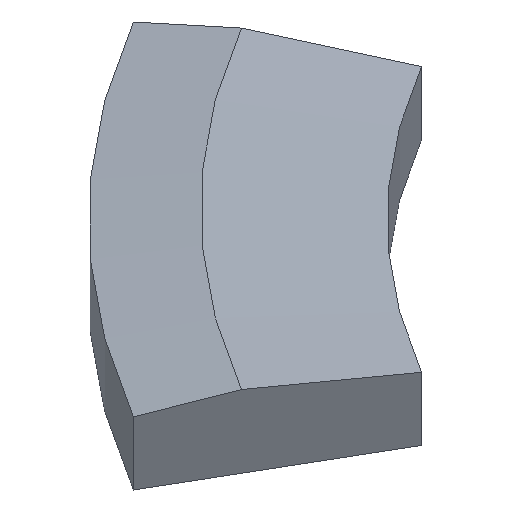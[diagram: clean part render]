
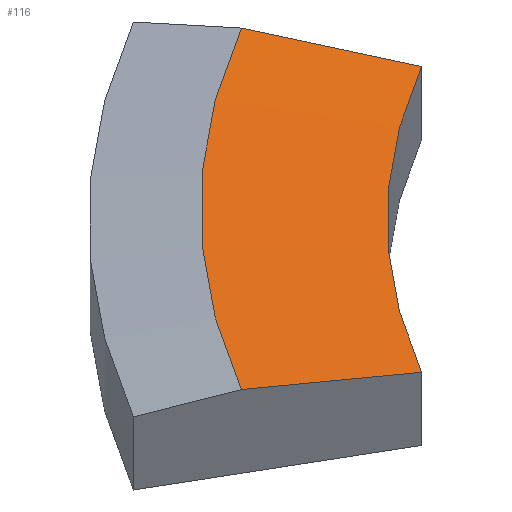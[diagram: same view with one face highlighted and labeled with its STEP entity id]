
A CAD part, isometric view. The second image highlights one B-rep face of the part: STEP entity #116.
In plain terms, the highlighted conical face has half-angle 85.996 degrees and reference radius 1911.35 mm.
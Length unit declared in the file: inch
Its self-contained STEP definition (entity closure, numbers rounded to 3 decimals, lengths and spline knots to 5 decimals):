
#17=CIRCLE('',#138,69.00001);
#18=CIRCLE('',#139,81.50001);
#22=CONICAL_SURFACE('',#137,75.25001,1.501);
#26=FACE_OUTER_BOUND('',#33,.T.);
#33=EDGE_LOOP('',(#91,#92,#93,#94));
#38=(
BOUNDED_CURVE()
B_SPLINE_CURVE(2,(#187,#188,#189),.UNSPECIFIED.,.F.,.F.)
B_SPLINE_CURVE_WITH_KNOTS((3,3),(0.04447,0.11016),
 .UNSPECIFIED.)
CURVE()
GEOMETRIC_REPRESENTATION_ITEM()
RATIONAL_B_SPLINE_CURVE((1.14,1.243,1.346))
REPRESENTATION_ITEM('')
);
#39=(
BOUNDED_CURVE()
B_SPLINE_CURVE(2,(#205,#206,#207),.UNSPECIFIED.,.F.,.F.)
B_SPLINE_CURVE_WITH_KNOTS((3,3),(472.90947,472.97517),
 .UNSPECIFIED.)
CURVE()
GEOMETRIC_REPRESENTATION_ITEM()
RATIONAL_B_SPLINE_CURVE((1.346,1.243,1.14))
REPRESENTATION_ITEM('')
);
#56=VERTEX_POINT('',#183);
#58=VERTEX_POINT('',#186);
#62=VERTEX_POINT('',#197);
#65=VERTEX_POINT('',#203);
#67=EDGE_CURVE('',#58,#56,#38,.T.);
#75=EDGE_CURVE('',#62,#65,#39,.T.);
#76=EDGE_CURVE('',#56,#62,#17,.T.);
#77=EDGE_CURVE('',#58,#65,#18,.T.);
#91=ORIENTED_EDGE('',*,*,#67,.T.);
#92=ORIENTED_EDGE('',*,*,#76,.T.);
#93=ORIENTED_EDGE('',*,*,#75,.T.);
#94=ORIENTED_EDGE('',*,*,#77,.F.);
#116=ADVANCED_FACE('',(#26),#22,.F.);
#137=AXIS2_PLACEMENT_3D('',#208,#161,#162);
#138=AXIS2_PLACEMENT_3D('',#209,#163,#164);
#139=AXIS2_PLACEMENT_3D('',#210,#165,#166);
#161=DIRECTION('center_axis',(0.,0.,1.));
#162=DIRECTION('ref_axis',(0.,-1.,0.));
#163=DIRECTION('center_axis',(0.,0.,-1.));
#164=DIRECTION('ref_axis',(0.,-1.,0.));
#165=DIRECTION('center_axis',(0.,0.,-1.));
#166=DIRECTION('ref_axis',(0.,-1.,0.));
#183=CARTESIAN_POINT('',(-338.69317,119.0202,-0.1056));
#186=CARTESIAN_POINT('',(-349.5185,125.27021,0.7694));
#187=CARTESIAN_POINT('Ctrl Pts',(-349.5185,125.27021,0.7694));
#188=CARTESIAN_POINT('Ctrl Pts',(-343.65627,121.88566,0.29556));
#189=CARTESIAN_POINT('Ctrl Pts',(-338.69317,119.0202,-0.1056));
#197=CARTESIAN_POINT('',(-313.6082,144.10517,-0.1056));
#203=CARTESIAN_POINT('',(-319.85821,154.9305,0.7694));
#205=CARTESIAN_POINT('Ctrl Pts',(-313.6082,144.10517,-0.1056));
#206=CARTESIAN_POINT('Ctrl Pts',(-316.47366,149.06827,0.29556));
#207=CARTESIAN_POINT('Ctrl Pts',(-319.85821,154.9305,0.7694));
#208=CARTESIAN_POINT('Origin',(-279.,84.412,0.3319));
#209=CARTESIAN_POINT('Origin',(-279.,84.412,-0.1056));
#210=CARTESIAN_POINT('Origin',(-279.,84.412,0.7694));
